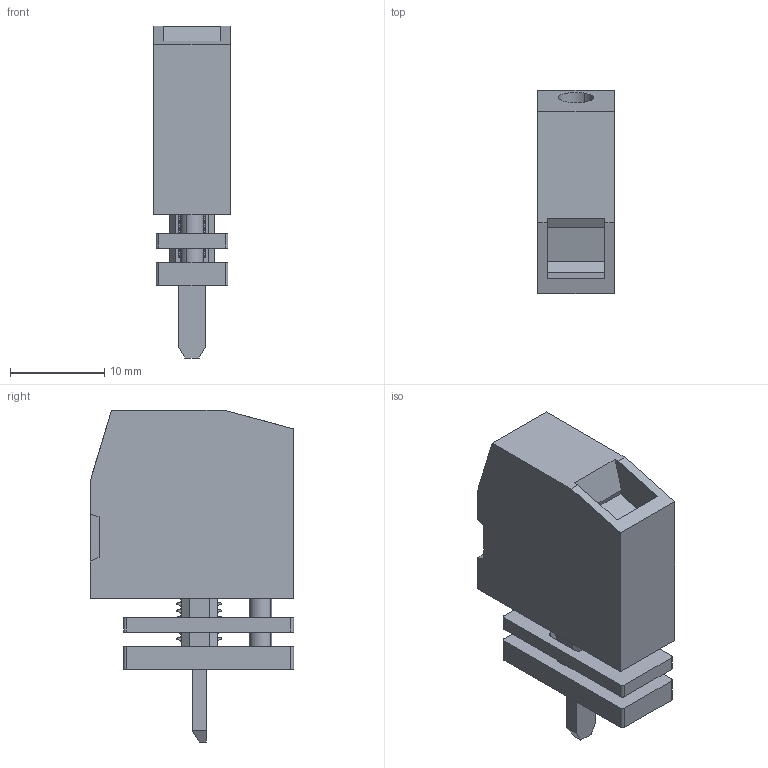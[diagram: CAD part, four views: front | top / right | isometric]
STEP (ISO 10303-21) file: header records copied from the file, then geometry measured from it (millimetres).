
FILE_DESCRIPTION(('CATIA V5 STEP Exchange','CAx-IF Rec.Pracs.--- Model Styling and Organization---1.2---2011-12-15'),'2;1');
FILE_NAME ('D1461139_0', '2018-11-30T10:26:44+00:00', ('none'), ('Weidmueller'), 'CATIA Version 5-6 Release 2014', 'CATIA V5 STEP AP214', 'none');
FILE_SCHEMA(('AUTOMOTIVE_DESIGN { 1 0 10303 214 1 1 1 1 }'));
Length unit declared in the file: millimetre
Products named in the file (1): 1981890000
Bounding box: 8.1 x 21.5 x 35.14 mm (x, y, z)
Volume: 3556.8 mm3; surface area: 3095.9 mm2
Topology: 4 solids, 4 shells, 248 faces, 632 edges, 420 vertices
Faces by surface type: plane 162, cylinder 84, cone 2
Entity records: 7175 total; most frequent: CARTESIAN_POINT 1293, ORIENTED_EDGE 1264, DIRECTION 1033, EDGE_CURVE 632, VECTOR 461, LINE 461, VERTEX_POINT 420, AXIS2_PLACEMENT_3D 371
